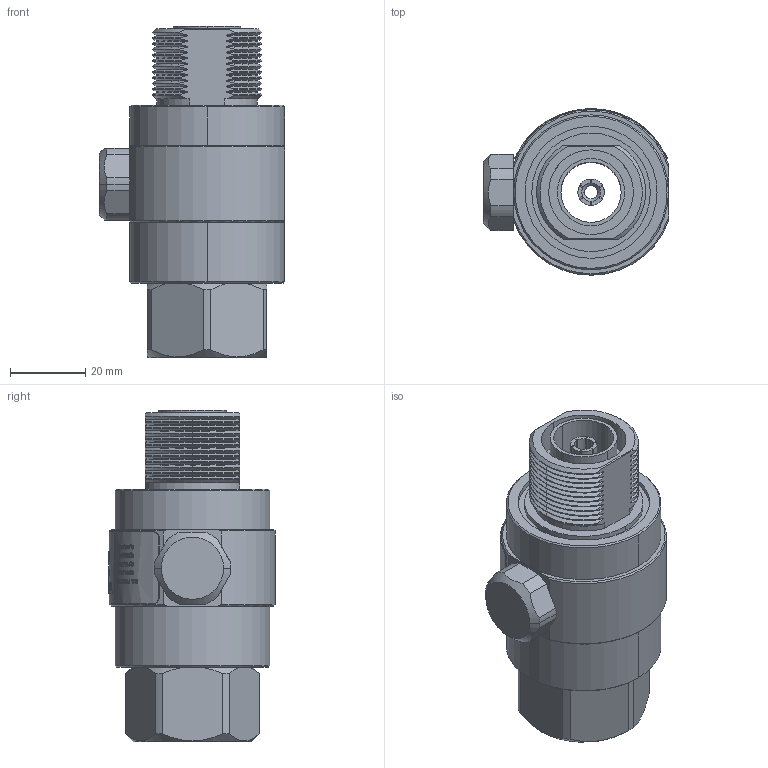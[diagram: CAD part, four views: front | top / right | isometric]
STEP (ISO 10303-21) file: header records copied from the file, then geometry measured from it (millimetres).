
FILE_DESCRIPTION (( 'STEP AP214' ), '1' );
FILE_NAME ('TSXDC-DFM.STEP', '2019-07-30T19:22:55', ( '' ), ( '' ), 'SwSTEP 2.0', 'SolidWorks 2019', '' );
FILE_SCHEMA (( 'AUTOMOTIVE_DESIGN' ));
Length unit declared in the file: inch
Products named in the file (13): 4041-0009; 5800-0202; 5800-0203; 7020-4066; TSXDC-DFM; 4035-0072; 1502-0716
Assembly tree (6 placements, depth 2):
  5800-0202
  5800-0203
  TSXDC-DFM
    4041-0009
    5800-0202
    5800-0203
    4035-0072
    1502-0716
    7020-4066
  7020-4066
  1502-0716
Bounding box: 49.15 x 44.2 x 87.93 mm (x, y, z)
Volume: 50769 mm3; surface area: 33947.8 mm2
Topology: 6 solids, 6 shells, 1471 faces, 3900 edges, 2570 vertices
Faces by surface type: bspline 593, plane 462, cylinder 284, cone 128, torus 4
Entity records: 96203 total; most frequent: CARTESIAN_POINT 50214, ORIENTED_EDGE 7800, DIRECTION 4500, EDGE_CURVE 3900, VERTEX_POINT 2570, B_SPLINE_CURVE_WITH_KNOTS 2040, AXIS2_PLACEMENT_3D 1752, EDGE_LOOP 1610
